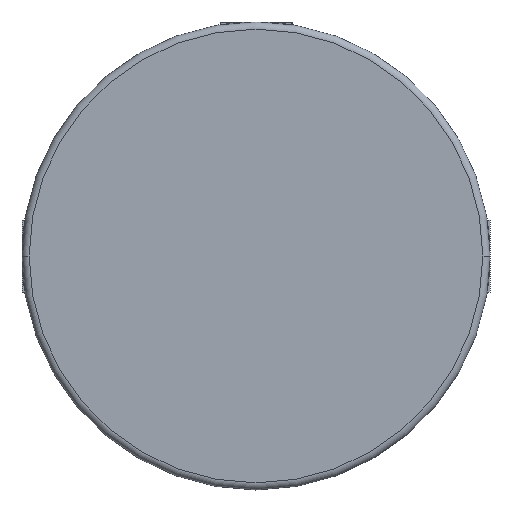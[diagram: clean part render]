
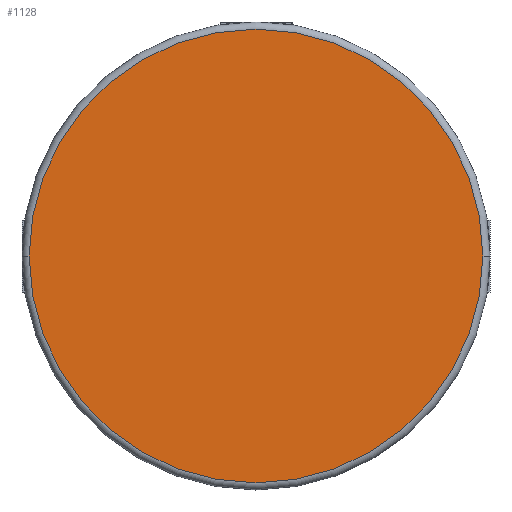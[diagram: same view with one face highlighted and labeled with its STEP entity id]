
A CAD part, front view. The second image highlights one B-rep face of the part: STEP entity #1128.
In plain terms, the highlighted planar face has unit normal (0, -1, 0).
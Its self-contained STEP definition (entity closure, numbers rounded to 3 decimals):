
#387=CARTESIAN_POINT('',(0.,0.,0.));
#388=DIRECTION('',(0.,-1.,0.));
#389=DIRECTION('',(-1.,0.,0.));
#390=AXIS2_PLACEMENT_3D('',#387,#388,#389);
#395=CARTESIAN_POINT('',(0.,0.,0.));
#396=DIRECTION('',(0.,-1.,0.));
#397=DIRECTION('',(1.,0.,0.));
#398=AXIS2_PLACEMENT_3D('',#395,#396,#397);
#707=CARTESIAN_POINT('',(-31.5,0.,0.));
#708=CARTESIAN_POINT('',(31.5,0.,0.));
#709=VERTEX_POINT('',#707);
#710=VERTEX_POINT('',#708);
#1118=CARTESIAN_POINT('',(0.,0.,0.));
#1119=DIRECTION('',(0.,1.,0.));
#1120=DIRECTION('',(1.,0.,0.));
#1121=AXIS2_PLACEMENT_3D('',#1118,#1119,#1120);
#1122=PLANE('',#1121);
#1124=ORIENTED_EDGE('',*,*,#1123,.F.);
#1125=ORIENTED_EDGE('',*,*,#1108,.F.);
#1126=EDGE_LOOP('',(#1124,#1125));
#1127=FACE_OUTER_BOUND('',#1126,.F.);
#1128=ADVANCED_FACE('',(#1127),#1122,.F.);
#391=CIRCLE('',#390,31.5);
#399=CIRCLE('',#398,31.5);
#1108=EDGE_CURVE('',#710,#709,#399,.T.);
#1123=EDGE_CURVE('',#709,#710,#391,.T.);
